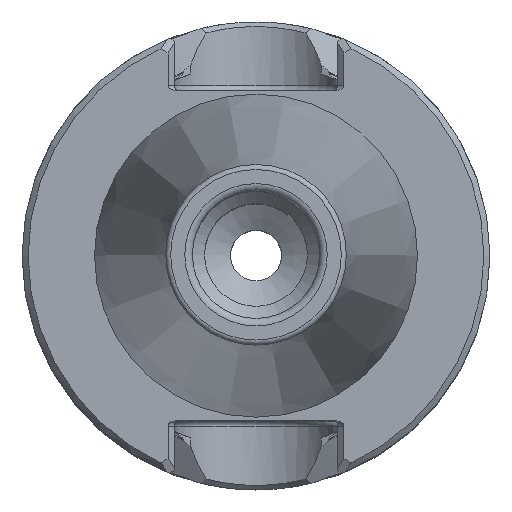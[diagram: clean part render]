
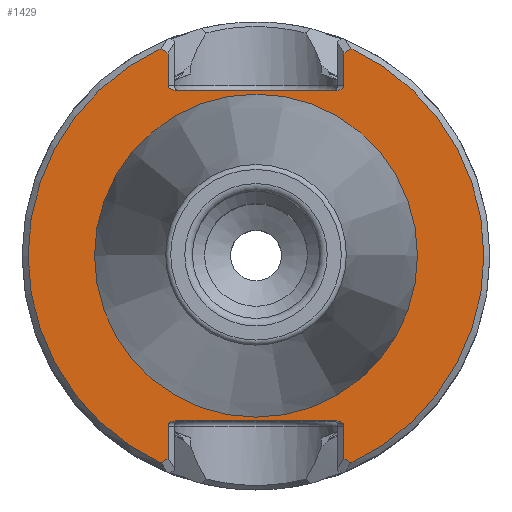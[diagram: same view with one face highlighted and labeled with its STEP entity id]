
A CAD part, top view. The second image highlights one B-rep face of the part: STEP entity #1429.
In plain terms, the highlighted planar face has unit normal (0, 0, 1).
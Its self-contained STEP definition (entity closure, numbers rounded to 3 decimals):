
#50=B_SPLINE_CURVE_WITH_KNOTS('',3,(#2297,#2298,#2299,#2300),
 .UNSPECIFIED.,.F.,.F.,(4,4),(0.179,1.),.UNSPECIFIED.);
#71=B_SPLINE_CURVE_WITH_KNOTS('',3,(#2467,#2468,#2469,#2470),
 .UNSPECIFIED.,.F.,.F.,(4,4),(0.,0.821),.UNSPECIFIED.);
#76=B_SPLINE_CURVE_WITH_KNOTS('',3,(#2503,#2504,#2505,#2506),
 .UNSPECIFIED.,.F.,.F.,(4,4),(0.179,1.),.UNSPECIFIED.);
#93=B_SPLINE_CURVE_WITH_KNOTS('',3,(#2644,#2645,#2646,#2647),
 .UNSPECIFIED.,.F.,.F.,(4,4),(0.,0.821),.UNSPECIFIED.);
#100=LINE('',#2075,#154);
#108=LINE('',#2102,#162);
#114=LINE('',#2126,#168);
#117=LINE('',#2142,#171);
#121=LINE('',#2161,#175);
#122=LINE('',#2163,#176);
#154=VECTOR('',#1690,1000.);
#162=VECTOR('',#1714,1000.);
#168=VECTOR('',#1742,1000.);
#171=VECTOR('',#1747,1000.);
#175=VECTOR('',#1765,1000.);
#176=VECTOR('',#1768,1000.);
#206=ELLIPSE('',#1491,0.707,0.5);
#208=ELLIPSE('',#1496,0.707,0.5);
#211=ELLIPSE('',#1500,0.707,0.5);
#212=ELLIPSE('',#1504,0.707,0.5);
#544=ORIENTED_EDGE('',*,*,#847,.T.);
#545=ORIENTED_EDGE('',*,*,#809,.T.);
#546=ORIENTED_EDGE('',*,*,#734,.T.);
#547=ORIENTED_EDGE('',*,*,#712,.T.);
#548=ORIENTED_EDGE('',*,*,#708,.T.);
#549=ORIENTED_EDGE('',*,*,#705,.T.);
#550=ORIENTED_EDGE('',*,*,#733,.T.);
#551=ORIENTED_EDGE('',*,*,#838,.T.);
#552=ORIENTED_EDGE('',*,*,#848,.T.);
#553=ORIENTED_EDGE('',*,*,#765,.T.);
#554=ORIENTED_EDGE('',*,*,#720,.T.);
#555=ORIENTED_EDGE('',*,*,#700,.T.);
#556=ORIENTED_EDGE('',*,*,#695,.T.);
#557=ORIENTED_EDGE('',*,*,#691,.T.);
#558=ORIENTED_EDGE('',*,*,#725,.T.);
#559=ORIENTED_EDGE('',*,*,#802,.T.);
#560=ORIENTED_EDGE('',*,*,#849,.F.);
#691=EDGE_CURVE('',#891,#892,#206,.F.);
#695=EDGE_CURVE('',#895,#891,#100,.T.);
#700=EDGE_CURVE('',#899,#895,#208,.F.);
#705=EDGE_CURVE('',#904,#903,#211,.F.);
#708=EDGE_CURVE('',#906,#904,#108,.T.);
#712=EDGE_CURVE('',#909,#906,#212,.F.);
#720=EDGE_CURVE('',#913,#899,#114,.T.);
#725=EDGE_CURVE('',#892,#916,#117,.T.);
#733=EDGE_CURVE('',#903,#920,#121,.T.);
#734=EDGE_CURVE('',#921,#909,#122,.T.);
#765=EDGE_CURVE('',#947,#913,#50,.T.);
#802=EDGE_CURVE('',#916,#972,#71,.T.);
#809=EDGE_CURVE('',#977,#921,#76,.T.);
#838=EDGE_CURVE('',#920,#995,#93,.T.);
#847=EDGE_CURVE('',#972,#977,#1051,.T.);
#848=EDGE_CURVE('',#995,#947,#1052,.T.);
#849=EDGE_CURVE('',#999,#999,#1053,.T.);
#891=VERTEX_POINT('',#2067);
#892=VERTEX_POINT('',#2068);
#895=VERTEX_POINT('',#2076);
#899=VERTEX_POINT('',#2086);
#903=VERTEX_POINT('',#2095);
#904=VERTEX_POINT('',#2097);
#906=VERTEX_POINT('',#2103);
#909=VERTEX_POINT('',#2111);
#913=VERTEX_POINT('',#2127);
#916=VERTEX_POINT('',#2141);
#920=VERTEX_POINT('',#2160);
#921=VERTEX_POINT('',#2164);
#947=VERTEX_POINT('',#2301);
#972=VERTEX_POINT('',#2466);
#977=VERTEX_POINT('',#2507);
#995=VERTEX_POINT('',#2643);
#999=VERTEX_POINT('',#2679);
#1051=CIRCLE('',#1571,22.4);
#1052=CIRCLE('',#1572,22.4);
#1053=CIRCLE('',#1573,15.861);
#1148=EDGE_LOOP('',(#544,#545,#546,#547,#548,#549,#550,#551,#552,#553,#554,
#555,#556,#557,#558,#559));
#1149=EDGE_LOOP('',(#560));
#1276=FACE_BOUND('',#1148,.T.);
#1277=FACE_BOUND('',#1149,.T.);
#1367=PLANE('',#1570);
#1429=ADVANCED_FACE('',(#1276,#1277),#1367,.T.);
#1491=AXIS2_PLACEMENT_3D('',#2066,#1682,#1683);
#1496=AXIS2_PLACEMENT_3D('',#2085,#1698,#1699);
#1500=AXIS2_PLACEMENT_3D('',#2096,#1708,#1709);
#1504=AXIS2_PLACEMENT_3D('',#2110,#1721,#1722);
#1570=AXIS2_PLACEMENT_3D('',#2675,#1894,#1895);
#1571=AXIS2_PLACEMENT_3D('',#2676,#1896,#1897);
#1572=AXIS2_PLACEMENT_3D('',#2677,#1898,#1899);
#1573=AXIS2_PLACEMENT_3D('',#2678,#1900,#1901);
#1682=DIRECTION('',(0.,0.,1.));
#1683=DIRECTION('',(-1.,0.,0.));
#1690=DIRECTION('',(1.,0.,0.));
#1698=DIRECTION('',(0.,0.,1.));
#1699=DIRECTION('',(-1.,0.,0.));
#1708=DIRECTION('',(0.,0.,1.));
#1709=DIRECTION('',(1.,0.,0.));
#1714=DIRECTION('',(-1.,0.,0.));
#1721=DIRECTION('',(0.,0.,1.));
#1722=DIRECTION('',(1.,0.,0.));
#1742=DIRECTION('',(0.,1.,0.));
#1747=DIRECTION('',(0.,-1.,0.));
#1765=DIRECTION('',(0.,1.,0.));
#1768=DIRECTION('',(0.,-1.,0.));
#1894=DIRECTION('',(0.,0.,1.));
#1895=DIRECTION('',(1.,0.,0.));
#1896=DIRECTION('',(0.,0.,1.));
#1897=DIRECTION('',(1.,0.,0.));
#1898=DIRECTION('',(0.,0.,1.));
#1899=DIRECTION('',(1.,0.,0.));
#1900=DIRECTION('',(0.,0.,1.));
#1901=DIRECTION('',(1.,0.,0.));
#2066=CARTESIAN_POINT('',(7.943,-16.75,-2.));
#2067=CARTESIAN_POINT('',(7.943,-16.25,-2.));
#2068=CARTESIAN_POINT('',(8.65,-16.75,-2.));
#2075=CARTESIAN_POINT('',(15.861,-16.25,-2.));
#2076=CARTESIAN_POINT('',(-7.943,-16.25,-2.));
#2085=CARTESIAN_POINT('',(-7.943,-16.75,-2.));
#2086=CARTESIAN_POINT('',(-8.65,-16.75,-2.));
#2095=CARTESIAN_POINT('',(-8.65,16.75,-2.));
#2096=CARTESIAN_POINT('',(-7.943,16.75,-2.));
#2097=CARTESIAN_POINT('',(-7.943,16.25,-2.));
#2102=CARTESIAN_POINT('',(15.861,16.25,-2.));
#2103=CARTESIAN_POINT('',(7.943,16.25,-2.));
#2110=CARTESIAN_POINT('',(7.943,16.75,-2.));
#2111=CARTESIAN_POINT('',(8.65,16.75,-2.));
#2126=CARTESIAN_POINT('',(-8.65,-16.25,-2.));
#2127=CARTESIAN_POINT('',(-8.65,-19.923,-2.));
#2141=CARTESIAN_POINT('',(8.65,-19.923,-2.));
#2142=CARTESIAN_POINT('',(8.65,-21.064,-2.));
#2160=CARTESIAN_POINT('',(-8.65,19.923,-2.));
#2161=CARTESIAN_POINT('',(-8.65,21.064,-2.));
#2163=CARTESIAN_POINT('',(8.65,16.25,-2.));
#2164=CARTESIAN_POINT('',(8.65,19.923,-2.));
#2297=CARTESIAN_POINT('',(-9.337,-20.361,-2.));
#2298=CARTESIAN_POINT('',(-9.108,-20.215,-2.));
#2299=CARTESIAN_POINT('',(-8.879,-20.069,-2.));
#2300=CARTESIAN_POINT('',(-8.65,-19.923,-2.));
#2301=CARTESIAN_POINT('',(-9.337,-20.361,-2.));
#2466=CARTESIAN_POINT('',(9.337,-20.361,-2.));
#2467=CARTESIAN_POINT('',(8.65,-19.923,-2.));
#2468=CARTESIAN_POINT('',(8.879,-20.069,-2.));
#2469=CARTESIAN_POINT('',(9.108,-20.215,-2.));
#2470=CARTESIAN_POINT('',(9.337,-20.361,-2.));
#2503=CARTESIAN_POINT('',(9.337,20.361,-2.));
#2504=CARTESIAN_POINT('',(9.108,20.215,-2.));
#2505=CARTESIAN_POINT('',(8.879,20.069,-2.));
#2506=CARTESIAN_POINT('',(8.65,19.923,-2.));
#2507=CARTESIAN_POINT('',(9.337,20.361,-2.));
#2643=CARTESIAN_POINT('',(-9.337,20.361,-2.));
#2644=CARTESIAN_POINT('',(-8.65,19.923,-2.));
#2645=CARTESIAN_POINT('',(-8.879,20.069,-2.));
#2646=CARTESIAN_POINT('',(-9.108,20.215,-2.));
#2647=CARTESIAN_POINT('',(-9.337,20.361,-2.));
#2675=CARTESIAN_POINT('',(15.861,0.,-2.));
#2676=CARTESIAN_POINT('',(0.,0.,-2.));
#2677=CARTESIAN_POINT('',(0.,0.,-2.));
#2678=CARTESIAN_POINT('',(0.,0.,-2.));
#2679=CARTESIAN_POINT('',(15.861,0.,-2.));
